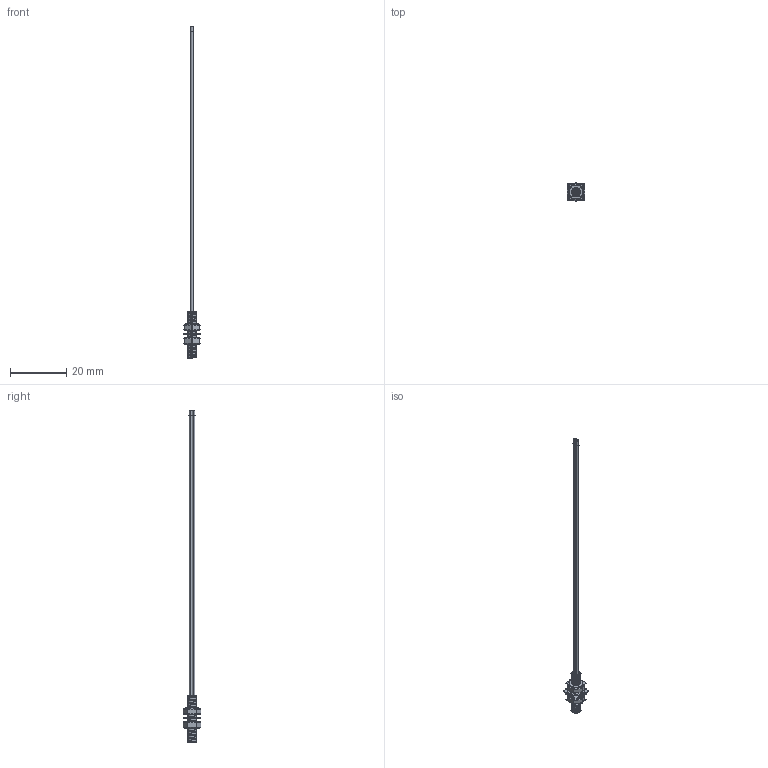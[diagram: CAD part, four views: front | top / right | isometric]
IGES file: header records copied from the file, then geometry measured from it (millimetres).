
Start section:  PTC IGES file: 166398.igs
Global section: file name: 166398.igs; native system: Creo Parametric by Parametric Technology Corporation; preprocessor: 2013230; author: pdmadmin; organization: Unknown; date: 20160105.125530; units: millimetre
Bounding box: 6.35 x 6.41 x 118.34 mm (x, y, z)
Volume: 301.7 mm3; surface area: 13523.2 mm2
Topology: 8 solids, 10 shells, 372 faces, 1940 edges, 2492 vertices
Faces by surface type: revolution 240, bspline 132
